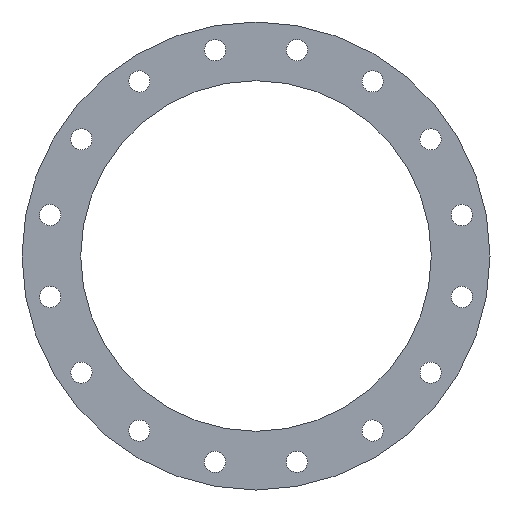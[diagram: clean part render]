
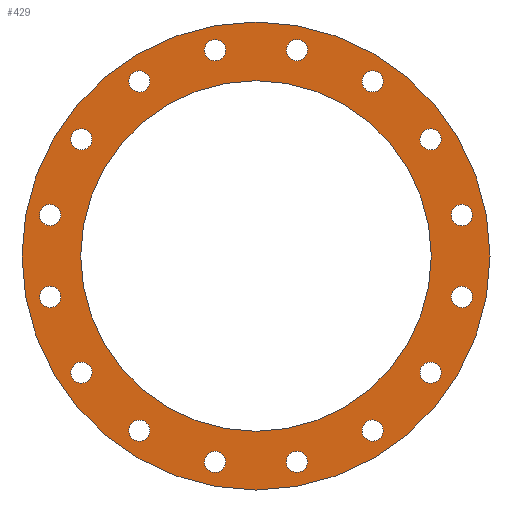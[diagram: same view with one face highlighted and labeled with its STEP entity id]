
A CAD part, front view. The second image highlights one B-rep face of the part: STEP entity #429.
In plain terms, the highlighted planar face has unit normal (0, -1, 0).
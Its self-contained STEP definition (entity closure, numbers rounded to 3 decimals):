
#15=FACE_BOUND('',#88,.T.);
#16=FACE_BOUND('',#89,.T.);
#17=FACE_BOUND('',#90,.T.);
#18=FACE_BOUND('',#91,.T.);
#19=FACE_BOUND('',#92,.T.);
#20=FACE_BOUND('',#93,.T.);
#21=FACE_BOUND('',#94,.T.);
#22=FACE_BOUND('',#95,.T.);
#23=FACE_BOUND('',#96,.T.);
#24=FACE_BOUND('',#97,.T.);
#25=FACE_BOUND('',#98,.T.);
#26=FACE_BOUND('',#99,.T.);
#27=FACE_BOUND('',#100,.T.);
#28=FACE_BOUND('',#101,.T.);
#29=FACE_BOUND('',#102,.T.);
#30=FACE_BOUND('',#103,.T.);
#31=FACE_BOUND('',#104,.T.);
#49=PLANE('',#501);
#67=FACE_OUTER_BOUND('',#87,.T.);
#87=EDGE_LOOP('',(#351));
#88=EDGE_LOOP('',(#352));
#89=EDGE_LOOP('',(#353));
#90=EDGE_LOOP('',(#354));
#91=EDGE_LOOP('',(#355));
#92=EDGE_LOOP('',(#356));
#93=EDGE_LOOP('',(#357));
#94=EDGE_LOOP('',(#358));
#95=EDGE_LOOP('',(#359));
#96=EDGE_LOOP('',(#360));
#97=EDGE_LOOP('',(#361));
#98=EDGE_LOOP('',(#362));
#99=EDGE_LOOP('',(#363));
#100=EDGE_LOOP('',(#364));
#101=EDGE_LOOP('',(#365));
#102=EDGE_LOOP('',(#366));
#103=EDGE_LOOP('',(#367));
#104=EDGE_LOOP('',(#368));
#162=CIRCLE('',#455,13.);
#164=CIRCLE('',#458,13.);
#166=CIRCLE('',#461,13.);
#168=CIRCLE('',#464,13.);
#170=CIRCLE('',#467,13.);
#172=CIRCLE('',#470,13.);
#174=CIRCLE('',#473,13.);
#176=CIRCLE('',#476,13.);
#178=CIRCLE('',#479,13.);
#180=CIRCLE('',#482,13.);
#182=CIRCLE('',#485,13.);
#184=CIRCLE('',#488,13.);
#186=CIRCLE('',#491,13.);
#188=CIRCLE('',#494,13.);
#190=CIRCLE('',#497,13.);
#192=CIRCLE('',#500,13.);
#193=CIRCLE('',#502,287.);
#194=CIRCLE('',#503,215.);
#198=VERTEX_POINT('',#645);
#200=VERTEX_POINT('',#651);
#202=VERTEX_POINT('',#657);
#204=VERTEX_POINT('',#663);
#206=VERTEX_POINT('',#669);
#208=VERTEX_POINT('',#675);
#210=VERTEX_POINT('',#681);
#212=VERTEX_POINT('',#687);
#214=VERTEX_POINT('',#693);
#216=VERTEX_POINT('',#699);
#218=VERTEX_POINT('',#705);
#220=VERTEX_POINT('',#711);
#222=VERTEX_POINT('',#717);
#224=VERTEX_POINT('',#723);
#226=VERTEX_POINT('',#729);
#228=VERTEX_POINT('',#735);
#229=VERTEX_POINT('',#739);
#230=VERTEX_POINT('',#741);
#235=EDGE_CURVE('',#198,#198,#162,.T.);
#238=EDGE_CURVE('',#200,#200,#164,.T.);
#241=EDGE_CURVE('',#202,#202,#166,.T.);
#244=EDGE_CURVE('',#204,#204,#168,.T.);
#247=EDGE_CURVE('',#206,#206,#170,.T.);
#250=EDGE_CURVE('',#208,#208,#172,.T.);
#253=EDGE_CURVE('',#210,#210,#174,.T.);
#256=EDGE_CURVE('',#212,#212,#176,.T.);
#259=EDGE_CURVE('',#214,#214,#178,.T.);
#262=EDGE_CURVE('',#216,#216,#180,.T.);
#265=EDGE_CURVE('',#218,#218,#182,.T.);
#268=EDGE_CURVE('',#220,#220,#184,.T.);
#271=EDGE_CURVE('',#222,#222,#186,.T.);
#274=EDGE_CURVE('',#224,#224,#188,.T.);
#277=EDGE_CURVE('',#226,#226,#190,.T.);
#280=EDGE_CURVE('',#228,#228,#192,.T.);
#281=EDGE_CURVE('',#229,#229,#193,.T.);
#282=EDGE_CURVE('',#230,#230,#194,.T.);
#351=ORIENTED_EDGE('',*,*,#281,.T.);
#352=ORIENTED_EDGE('',*,*,#235,.T.);
#353=ORIENTED_EDGE('',*,*,#238,.T.);
#354=ORIENTED_EDGE('',*,*,#241,.T.);
#355=ORIENTED_EDGE('',*,*,#244,.T.);
#356=ORIENTED_EDGE('',*,*,#247,.T.);
#357=ORIENTED_EDGE('',*,*,#250,.T.);
#358=ORIENTED_EDGE('',*,*,#253,.T.);
#359=ORIENTED_EDGE('',*,*,#256,.T.);
#360=ORIENTED_EDGE('',*,*,#259,.T.);
#361=ORIENTED_EDGE('',*,*,#262,.T.);
#362=ORIENTED_EDGE('',*,*,#265,.T.);
#363=ORIENTED_EDGE('',*,*,#268,.T.);
#364=ORIENTED_EDGE('',*,*,#271,.T.);
#365=ORIENTED_EDGE('',*,*,#274,.T.);
#366=ORIENTED_EDGE('',*,*,#277,.T.);
#367=ORIENTED_EDGE('',*,*,#280,.T.);
#368=ORIENTED_EDGE('',*,*,#282,.T.);
#429=ADVANCED_FACE('',(#67,#15,#16,#17,#18,#19,#20,#21,#22,#23,#24,#25,
#26,#27,#28,#29,#30,#31),#49,.F.);
#455=AXIS2_PLACEMENT_3D('',#647,#516,#517);
#458=AXIS2_PLACEMENT_3D('',#653,#523,#524);
#461=AXIS2_PLACEMENT_3D('',#659,#530,#531);
#464=AXIS2_PLACEMENT_3D('',#665,#537,#538);
#467=AXIS2_PLACEMENT_3D('',#671,#544,#545);
#470=AXIS2_PLACEMENT_3D('',#677,#551,#552);
#473=AXIS2_PLACEMENT_3D('',#683,#558,#559);
#476=AXIS2_PLACEMENT_3D('',#689,#565,#566);
#479=AXIS2_PLACEMENT_3D('',#695,#572,#573);
#482=AXIS2_PLACEMENT_3D('',#701,#579,#580);
#485=AXIS2_PLACEMENT_3D('',#707,#586,#587);
#488=AXIS2_PLACEMENT_3D('',#713,#593,#594);
#491=AXIS2_PLACEMENT_3D('',#719,#600,#601);
#494=AXIS2_PLACEMENT_3D('',#725,#607,#608);
#497=AXIS2_PLACEMENT_3D('',#731,#614,#615);
#500=AXIS2_PLACEMENT_3D('',#737,#621,#622);
#501=AXIS2_PLACEMENT_3D('',#738,#623,#624);
#502=AXIS2_PLACEMENT_3D('',#740,#625,#626);
#503=AXIS2_PLACEMENT_3D('',#742,#627,#628);
#516=DIRECTION('center_axis',(0.,1.,0.));
#517=DIRECTION('ref_axis',(-0.924,0.,-0.383));
#523=DIRECTION('center_axis',(0.,1.,0.));
#524=DIRECTION('ref_axis',(-0.707,0.,-0.707));
#530=DIRECTION('center_axis',(0.,1.,0.));
#531=DIRECTION('ref_axis',(-0.383,0.,-0.924));
#537=DIRECTION('center_axis',(0.,1.,0.));
#538=DIRECTION('ref_axis',(0.,0.,-1.));
#544=DIRECTION('center_axis',(0.,1.,0.));
#545=DIRECTION('ref_axis',(0.383,0.,-0.924));
#551=DIRECTION('center_axis',(0.,1.,0.));
#552=DIRECTION('ref_axis',(0.707,0.,-0.707));
#558=DIRECTION('center_axis',(0.,1.,0.));
#559=DIRECTION('ref_axis',(0.924,0.,-0.383));
#565=DIRECTION('center_axis',(0.,1.,0.));
#566=DIRECTION('ref_axis',(1.,0.,0.));
#572=DIRECTION('center_axis',(0.,1.,0.));
#573=DIRECTION('ref_axis',(0.924,0.,0.383));
#579=DIRECTION('center_axis',(0.,1.,0.));
#580=DIRECTION('ref_axis',(0.707,0.,0.707));
#586=DIRECTION('center_axis',(0.,1.,0.));
#587=DIRECTION('ref_axis',(0.383,0.,0.924));
#593=DIRECTION('center_axis',(0.,1.,0.));
#594=DIRECTION('ref_axis',(0.,0.,1.));
#600=DIRECTION('center_axis',(0.,1.,0.));
#601=DIRECTION('ref_axis',(-0.383,0.,0.924));
#607=DIRECTION('center_axis',(0.,1.,0.));
#608=DIRECTION('ref_axis',(-0.707,0.,0.707));
#614=DIRECTION('center_axis',(0.,1.,0.));
#615=DIRECTION('ref_axis',(-0.924,0.,0.383));
#621=DIRECTION('center_axis',(0.,1.,0.));
#622=DIRECTION('ref_axis',(-1.,0.,0.));
#623=DIRECTION('center_axis',(0.,1.,0.));
#624=DIRECTION('ref_axis',(0.,0.,1.));
#625=DIRECTION('center_axis',(0.,-1.,0.));
#626=DIRECTION('ref_axis',(-1.,0.,0.));
#627=DIRECTION('center_axis',(0.,1.,0.));
#628=DIRECTION('ref_axis',(1.,0.,0.));
#645=CARTESIAN_POINT('',(155.07,-23.,-209.129));
#647=CARTESIAN_POINT('Origin',(143.059,-23.,-214.103));
#651=CARTESIAN_POINT('',(223.296,-23.,-133.867));
#653=CARTESIAN_POINT('Origin',(214.103,-23.,-143.059));
#657=CARTESIAN_POINT('',(257.527,-23.,-38.225));
#659=CARTESIAN_POINT('Origin',(252.552,-23.,-50.236));
#663=CARTESIAN_POINT('',(252.552,-23.,63.236));
#665=CARTESIAN_POINT('Origin',(252.552,-23.,50.236));
#669=CARTESIAN_POINT('',(209.129,-23.,155.07));
#671=CARTESIAN_POINT('Origin',(214.103,-23.,143.059));
#675=CARTESIAN_POINT('',(133.867,-23.,223.296));
#677=CARTESIAN_POINT('Origin',(143.059,-23.,214.103));
#681=CARTESIAN_POINT('',(38.225,-23.,257.527));
#683=CARTESIAN_POINT('Origin',(50.236,-23.,252.552));
#687=CARTESIAN_POINT('',(-63.236,-23.,252.552));
#689=CARTESIAN_POINT('Origin',(-50.236,-23.,252.552));
#693=CARTESIAN_POINT('',(-155.07,-23.,209.129));
#695=CARTESIAN_POINT('Origin',(-143.059,-23.,214.103));
#699=CARTESIAN_POINT('',(-223.296,-23.,133.867));
#701=CARTESIAN_POINT('Origin',(-214.103,-23.,143.059));
#705=CARTESIAN_POINT('',(-257.527,-23.,38.225));
#707=CARTESIAN_POINT('Origin',(-252.552,-23.,50.236));
#711=CARTESIAN_POINT('',(-252.552,-23.,-63.236));
#713=CARTESIAN_POINT('Origin',(-252.552,-23.,-50.236));
#717=CARTESIAN_POINT('',(-209.129,-23.,-155.07));
#719=CARTESIAN_POINT('Origin',(-214.103,-23.,-143.059));
#723=CARTESIAN_POINT('',(-133.867,-23.,-223.296));
#725=CARTESIAN_POINT('Origin',(-143.059,-23.,-214.103));
#729=CARTESIAN_POINT('',(-38.225,-23.,-257.527));
#731=CARTESIAN_POINT('Origin',(-50.236,-23.,-252.552));
#735=CARTESIAN_POINT('',(63.236,-23.,-252.552));
#737=CARTESIAN_POINT('Origin',(50.236,-23.,-252.552));
#738=CARTESIAN_POINT('Origin',(0.,-23.,0.));
#739=CARTESIAN_POINT('',(287.,-23.,0.));
#740=CARTESIAN_POINT('Origin',(0.,-23.,0.));
#741=CARTESIAN_POINT('',(-215.,-23.,0.));
#742=CARTESIAN_POINT('Origin',(0.,-23.,0.));
